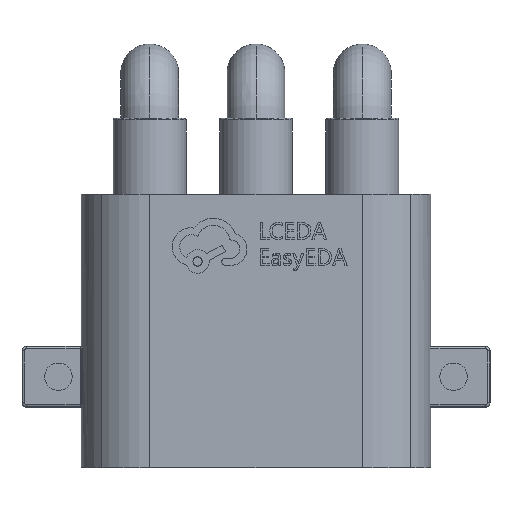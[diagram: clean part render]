
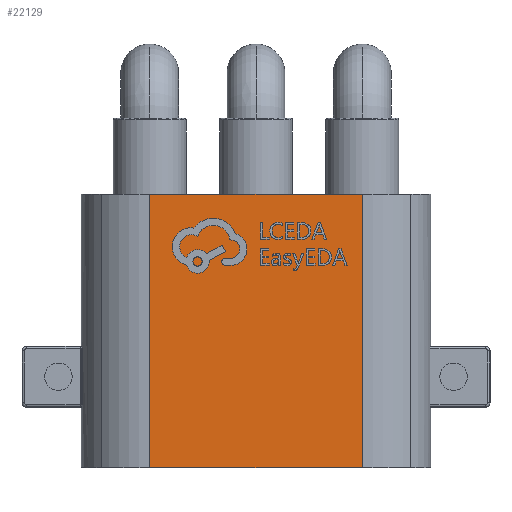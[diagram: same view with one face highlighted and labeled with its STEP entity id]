
A CAD part, top view. The second image highlights one B-rep face of the part: STEP entity #22129.
In plain terms, the highlighted planar face has unit normal (0, 0, 1).
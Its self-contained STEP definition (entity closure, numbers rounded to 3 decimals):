
#478 = DIRECTION ( 'NONE',  ( 1., 0., 0. ) ) ;
#752 = VECTOR ( 'NONE', #9432, 1000. ) ;
#3633 = EDGE_CURVE ( 'NONE', #5271, #16553, #7981, .T. ) ;
#3937 = EDGE_CURVE ( 'NONE', #16553, #21311, #21366, .T. ) ;
#4093 = VECTOR ( 'NONE', #478, 1000. ) ;
#4297 = CARTESIAN_POINT ( 'NONE',  ( 3.5, 0., 2.25 ) ) ;
#4318 = VERTEX_POINT ( 'NONE', #15447 ) ;
#4327 = CARTESIAN_POINT ( 'NONE',  ( -3.5, 9., 2.25 ) ) ;
#5271 = VERTEX_POINT ( 'NONE', #4327 ) ;
#6509 = FACE_OUTER_BOUND ( 'NONE', #10920, .T. ) ;
#7719 = ORIENTED_EDGE ( 'NONE', *, *, #3937, .F. ) ;
#7981 = LINE ( 'NONE', #21398, #4093 ) ;
#9432 = DIRECTION ( 'NONE',  ( 0., 1., 0. ) ) ;
#10266 = CARTESIAN_POINT ( 'NONE',  ( -5.75, 0., 2.25 ) ) ;
#10515 = DIRECTION ( 'NONE',  ( 0., -1., 0. ) ) ;
#10920 = EDGE_LOOP ( 'NONE', ( #23140, #13401, #23848, #7719 ) ) ;
#11644 = CARTESIAN_POINT ( 'NONE',  ( 5.75, 0., 2.25 ) ) ;
#13401 = ORIENTED_EDGE ( 'NONE', *, *, #18691, .F. ) ;
#13591 = DIRECTION ( 'NONE',  ( -1., 0., 0. ) ) ;
#14305 = DIRECTION ( 'NONE',  ( 1., 0., 0. ) ) ;
#15447 = CARTESIAN_POINT ( 'NONE',  ( -3.5, 0., 2.25 ) ) ;
#16537 = AXIS2_PLACEMENT_3D ( 'NONE', #10266, #17692, #14305 ) ;
#16553 = VERTEX_POINT ( 'NONE', #23734 ) ;
#16649 = CARTESIAN_POINT ( 'NONE',  ( -3.5, 0., 2.25 ) ) ;
#17471 = VECTOR ( 'NONE', #13591, 1000. ) ;
#17692 = DIRECTION ( 'NONE',  ( 0., 0., 1. ) ) ;
#18691 = EDGE_CURVE ( 'NONE', #4318, #5271, #23940, .T. ) ;
#18831 = EDGE_CURVE ( 'NONE', #21311, #4318, #22843, .T. ) ;
#21311 = VERTEX_POINT ( 'NONE', #4297 ) ;
#21366 = LINE ( 'NONE', #21477, #23948 ) ;
#21398 = CARTESIAN_POINT ( 'NONE',  ( 5.75, 9., 2.25 ) ) ;
#21477 = CARTESIAN_POINT ( 'NONE',  ( 3.5, 0., 2.25 ) ) ;
#21482 = PLANE ( 'NONE',  #16537 ) ;
#22129 = ADVANCED_FACE ( 'NONE', ( #6509 ), #21482, .T. ) ;
#22843 = LINE ( 'NONE', #11644, #17471 ) ;
#23140 = ORIENTED_EDGE ( 'NONE', *, *, #3633, .F. ) ;
#23734 = CARTESIAN_POINT ( 'NONE',  ( 3.5, 9., 2.25 ) ) ;
#23848 = ORIENTED_EDGE ( 'NONE', *, *, #18831, .F. ) ;
#23940 = LINE ( 'NONE', #16649, #752 ) ;
#23948 = VECTOR ( 'NONE', #10515, 1000. ) ;
